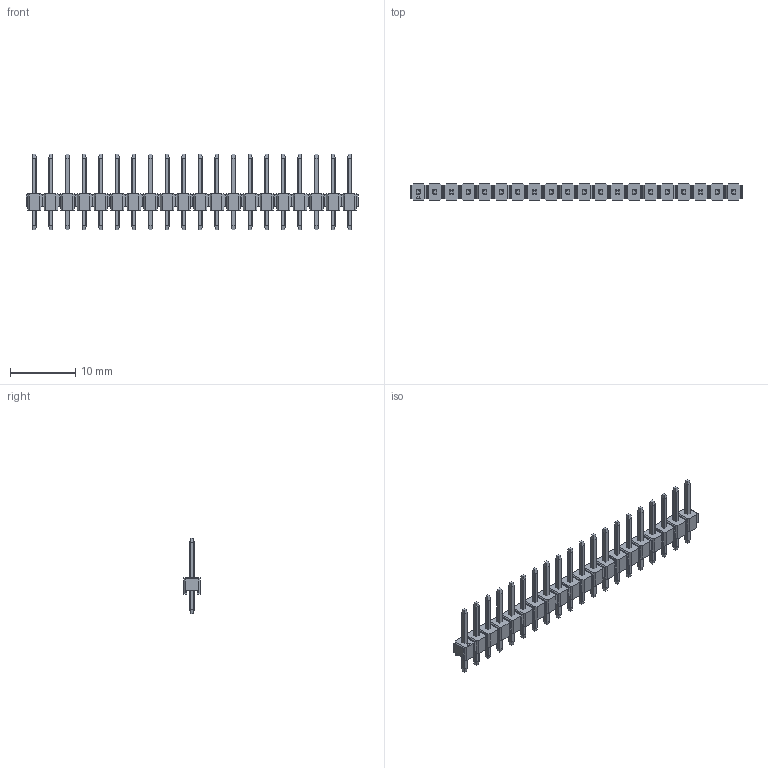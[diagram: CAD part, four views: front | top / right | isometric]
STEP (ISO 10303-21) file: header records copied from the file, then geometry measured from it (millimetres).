
FILE_DESCRIPTION (( 'STEP AP214' ), '1' );
FILE_NAME ('2.54_pin_header_1x20_yellow.STEP', '2025-03-24T09:02:06', ( '' ), ( '' ), 'SwSTEP 2.0', 'SolidWorks 2023', '' );
FILE_SCHEMA (( 'AUTOMOTIVE_DESIGN' ));
Length unit declared in the file: millimetre
Products named in the file (1): 2.54_pin_header_1x20_yellow
Bounding box: 50.8 x 2.5 x 11.6 mm (x, y, z)
Volume: 338.2 mm3; surface area: 1272 mm2
Topology: 40 solids, 40 shells, 964 faces, 2489 edges, 1606 vertices
Faces by surface type: plane 884, cylinder 80
Entity records: 39491 total; most frequent: CARTESIAN_POINT 6020, ORIENTED_EDGE 4978, DIRECTION 4099, EDGE_CURVE 2489, LINE 2169, VECTOR 2169, VERTEX_POINT 1606, UNCERTAINTY_MEASURE_WITH_UNIT 1005
